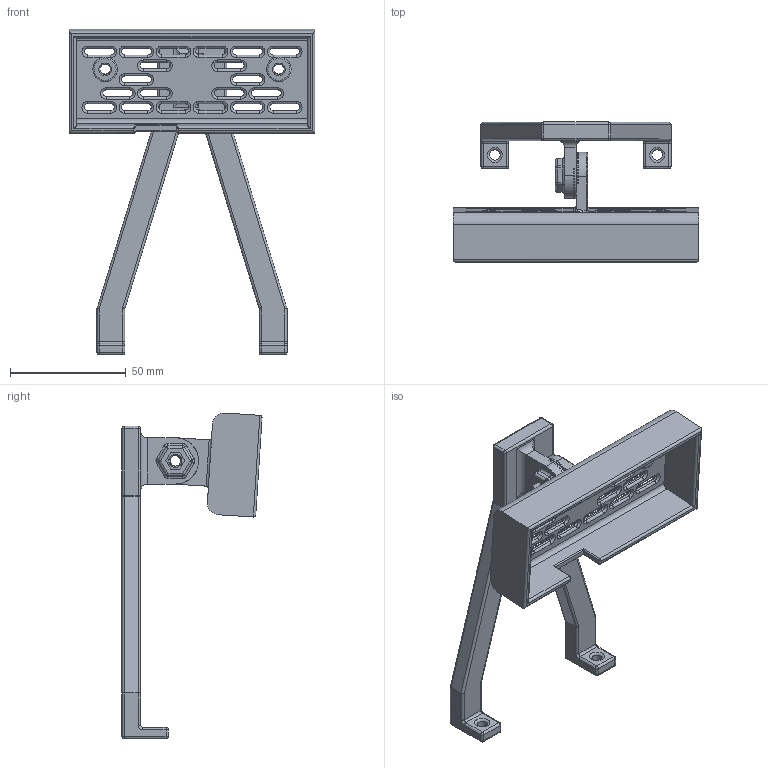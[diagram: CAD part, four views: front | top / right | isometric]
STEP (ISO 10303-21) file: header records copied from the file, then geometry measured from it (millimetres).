
FILE_DESCRIPTION(/* description */ ('STEP AP242','CAx-IF Rec.Pracs.---Representation and Presentation of Product Manufacturing Information (PMI)---4.0---2014-10-13','CAx-IF Rec.Pracs.---3D Tessellated Geometry---0.4---2014-09-14','2;1'),/* implementation_level */ '2;1');
FILE_NAME(/* name */ '684e48bdddcdac0924d18202',/* time_stamp */ '2025-06-15T04:14:53Z',/* author */ (''),/* organization */ (''),/* preprocessor_version */ 'ST-DEVELOPER v20',/* originating_system */ 'ONSHAPE BY PTC INC, 1.199',/* authorisation */ ' ');
FILE_SCHEMA (('AP242_MANAGED_MODEL_BASED_3D_ENGINEERING_MIM_LF { 1 0 10303 442 1 1 4 }'));
Length unit declared in the file: metre
Products named in the file (3): Assembly 3; Part 1
Assembly tree (2 placements, depth 2):
  Assembly 3
    Part 1
    Part 1
Bounding box: 106 x 60.43 x 140.67 mm (x, y, z)
Volume: 59123.4 mm3; surface area: 34129.4 mm2
Topology: 2 solids, 2 shells, 882 faces, 2194 edges, 1329 vertices
Faces by surface type: cylinder 367, plane 362, torus 115, sphere 26, bspline 12
Full cylindrical faces by diameter (mm): 4.5 x5, 5.7 x1, 10.5 x2
Entity records: 26119 total; most frequent: DIRECTION 4792, CARTESIAN_POINT 4628, ORIENTED_EDGE 4282, EDGE_CURVE 2141, AXIS2_PLACEMENT_3D 1796, VERTEX_POINT 1326, LINE 1200, VECTOR 1200
